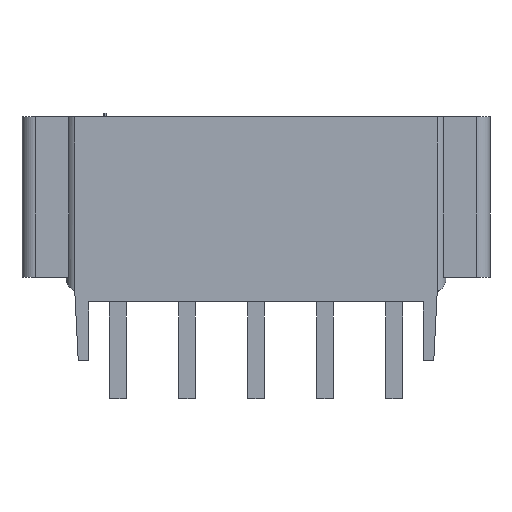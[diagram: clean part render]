
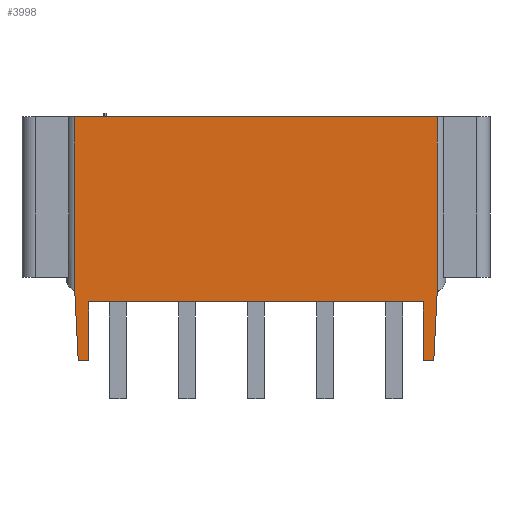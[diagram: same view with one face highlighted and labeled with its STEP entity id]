
A CAD part, front view. The second image highlights one B-rep face of the part: STEP entity #3998.
In plain terms, the highlighted planar face has unit normal (0, -1, 0).
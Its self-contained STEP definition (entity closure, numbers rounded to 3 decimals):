
#92=DIRECTION('',(1.,0.,0.));
#93=VECTOR('',#92,13.335);
#94=CARTESIAN_POINT('',(-6.668,-2.388,0.));
#95=LINE('',#94,#93);
#339=DIRECTION('',(1.,0.,0.));
#340=VECTOR('',#339,12.319);
#341=CARTESIAN_POINT('',(-6.16,-2.388,-6.807));
#342=LINE('',#341,#340);
#343=DIRECTION('',(-0.05,0.,0.999));
#344=VECTOR('',#343,2.543);
#345=CARTESIAN_POINT('',(-6.541,-2.388,-8.966));
#346=LINE('',#345,#344);
#347=DIRECTION('',(0.,0.,1.));
#348=VECTOR('',#347,6.426);
#349=CARTESIAN_POINT('',(-6.668,-2.388,-6.426));
#350=LINE('',#349,#348);
#351=DIRECTION('',(0.,0.,-1.));
#352=VECTOR('',#351,6.426);
#353=CARTESIAN_POINT('',(6.668,-2.388,0.));
#354=LINE('',#353,#352);
#355=DIRECTION('',(-0.05,0.,-0.999));
#356=VECTOR('',#355,2.543);
#357=CARTESIAN_POINT('',(6.668,-2.388,-6.426));
#358=LINE('',#357,#356);
#363=DIRECTION('',(0.,0.,-1.));
#364=VECTOR('',#363,2.159);
#365=CARTESIAN_POINT('',(6.16,-2.388,-6.807));
#366=LINE('',#365,#364);
#384=DIRECTION('',(1.,0.,0.));
#385=VECTOR('',#384,0.381);
#386=CARTESIAN_POINT('',(6.16,-2.388,-8.966));
#387=LINE('',#386,#385);
#675=DIRECTION('',(0.,0.,-1.));
#676=VECTOR('',#675,2.159);
#677=CARTESIAN_POINT('',(-6.16,-2.388,-6.807));
#678=LINE('',#677,#676);
#697=DIRECTION('',(1.,0.,0.));
#698=VECTOR('',#697,0.381);
#699=CARTESIAN_POINT('',(-6.541,-2.388,-8.966));
#700=LINE('',#699,#698);
#3075=CARTESIAN_POINT('',(6.16,-2.388,-8.966));
#3077=VERTEX_POINT('',#3075);
#3080=CARTESIAN_POINT('',(-6.668,-2.388,0.));
#3081=VERTEX_POINT('',#3080);
#3082=CARTESIAN_POINT('',(6.668,-2.388,0.));
#3083=VERTEX_POINT('',#3082);
#3084=CARTESIAN_POINT('',(-6.16,-2.388,-8.966));
#3086=VERTEX_POINT('',#3084);
#3122=CARTESIAN_POINT('',(6.541,-2.388,-8.966));
#3124=VERTEX_POINT('',#3122);
#3127=CARTESIAN_POINT('',(6.668,-2.388,-6.426));
#3128=VERTEX_POINT('',#3127);
#3129=CARTESIAN_POINT('',(-6.541,-2.388,-8.966));
#3130=CARTESIAN_POINT('',(-6.668,-2.388,-6.426));
#3131=VERTEX_POINT('',#3129);
#3132=VERTEX_POINT('',#3130);
#3136=CARTESIAN_POINT('',(6.16,-2.388,-6.807));
#3137=VERTEX_POINT('',#3136);
#3138=CARTESIAN_POINT('',(-6.16,-2.388,-6.807));
#3139=VERTEX_POINT('',#3138);
#3975=CARTESIAN_POINT('',(-6.668,-2.388,0.));
#3976=DIRECTION('',(0.,-1.,0.));
#3977=DIRECTION('',(1.,0.,0.));
#3978=AXIS2_PLACEMENT_3D('',#3975,#3976,#3977);
#3979=PLANE('',#3978);
#3981=ORIENTED_EDGE('',*,*,#3980,.F.);
#3982=ORIENTED_EDGE('',*,*,#3853,.F.);
#3984=ORIENTED_EDGE('',*,*,#3983,.T.);
#3986=ORIENTED_EDGE('',*,*,#3985,.F.);
#3987=ORIENTED_EDGE('',*,*,#3953,.T.);
#3988=ORIENTED_EDGE('',*,*,#3970,.T.);
#3989=ORIENTED_EDGE('',*,*,#3712,.T.);
#3991=ORIENTED_EDGE('',*,*,#3990,.T.);
#3993=ORIENTED_EDGE('',*,*,#3992,.T.);
#3995=ORIENTED_EDGE('',*,*,#3994,.F.);
#3996=EDGE_LOOP('',(#3981,#3982,#3984,#3986,#3987,#3988,#3989,#3991,#3993,
#3995));
#3997=FACE_OUTER_BOUND('',#3996,.F.);
#3712=EDGE_CURVE('',#3081,#3083,#95,.T.);
#3853=EDGE_CURVE('',#3139,#3137,#342,.T.);
#3953=EDGE_CURVE('',#3131,#3132,#346,.T.);
#3970=EDGE_CURVE('',#3132,#3081,#350,.T.);
#3980=EDGE_CURVE('',#3137,#3077,#366,.T.);
#3983=EDGE_CURVE('',#3139,#3086,#678,.T.);
#3985=EDGE_CURVE('',#3131,#3086,#700,.T.);
#3990=EDGE_CURVE('',#3083,#3128,#354,.T.);
#3992=EDGE_CURVE('',#3128,#3124,#358,.T.);
#3994=EDGE_CURVE('',#3077,#3124,#387,.T.);
#3998=ADVANCED_FACE('',(#3997),#3979,.T.);
